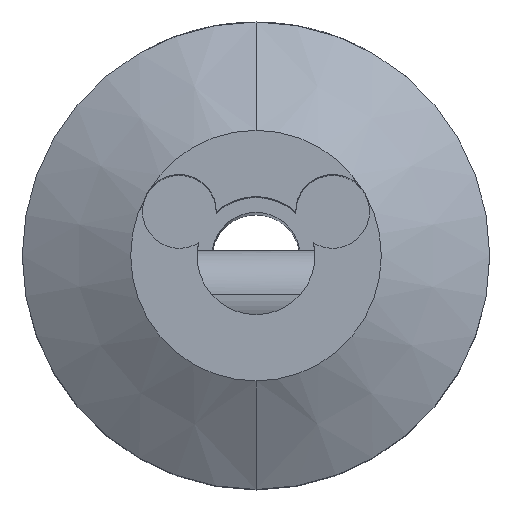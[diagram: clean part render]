
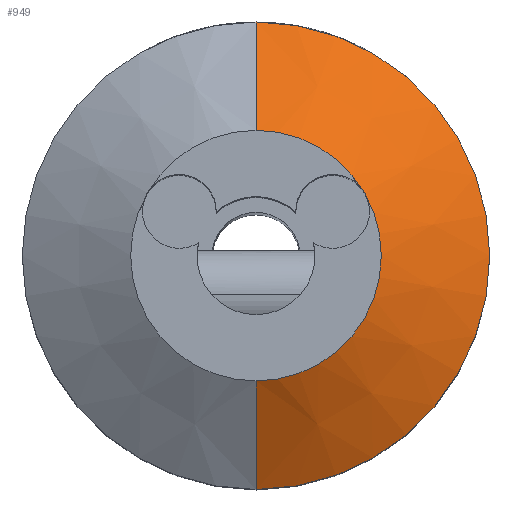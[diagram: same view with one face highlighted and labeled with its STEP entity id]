
A CAD part, top view. The second image highlights one B-rep face of the part: STEP entity #949.
In plain terms, the highlighted conical face has half-angle 60 degrees and reference radius 4.25 mm.
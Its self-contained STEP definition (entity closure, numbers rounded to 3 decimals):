
#49 = EDGE_LOOP ( 'NONE', ( #1880, #167, #2043, #2627, #1727 ) ) ;
#51 = CIRCLE ( 'NONE', #110, 4.25 ) ;
#52 = VERTEX_POINT ( 'NONE', #512 ) ;
#74 = EDGE_CURVE ( 'NONE', #2140, #676, #797, .T. ) ;
#76 = CARTESIAN_POINT ( 'NONE',  ( 0., 4.25, 0. ) ) ;
#86 = CARTESIAN_POINT ( 'NONE',  ( 0., 4.25, 0. ) ) ;
#110 = AXIS2_PLACEMENT_3D ( 'NONE', #1087, #779, #181 ) ;
#167 = ORIENTED_EDGE ( 'NONE', *, *, #74, .T. ) ;
#181 = DIRECTION ( 'NONE',  ( 0., -1., 0. ) ) ;
#512 = CARTESIAN_POINT ( 'NONE',  ( 0., 7.925, -2.122 ) ) ;
#532 = DIRECTION ( 'NONE',  ( 0., 1., 0. ) ) ;
#571 = CARTESIAN_POINT ( 'NONE',  ( 3.681, 2.125, 0. ) ) ;
#591 = CARTESIAN_POINT ( 'NONE',  ( 0., 0., 0. ) ) ;
#676 = VERTEX_POINT ( 'NONE', #1175 ) ;
#689 = CARTESIAN_POINT ( 'NONE',  ( 0., 0., -2.122 ) ) ;
#703 = AXIS2_PLACEMENT_3D ( 'NONE', #689, #1705, #894 ) ;
#779 = DIRECTION ( 'NONE',  ( 0., 0., 1. ) ) ;
#797 = LINE ( 'NONE', #1344, #1023 ) ;
#894 = DIRECTION ( 'NONE',  ( 0., 1., 0. ) ) ;
#948 = CARTESIAN_POINT ( 'NONE',  ( 0., 0., 0. ) ) ;
#949 = ADVANCED_FACE ( 'NONE', ( #1901 ), #1926, .T. ) ;
#1023 = VECTOR ( 'NONE', #2334, 1000. ) ;
#1087 = CARTESIAN_POINT ( 'NONE',  ( 0., 0., 0. ) ) ;
#1106 = AXIS2_PLACEMENT_3D ( 'NONE', #948, #2547, #532 ) ;
#1170 = CIRCLE ( 'NONE', #703, 7.925 ) ;
#1175 = CARTESIAN_POINT ( 'NONE',  ( 0., -7.925, -2.122 ) ) ;
#1286 = CARTESIAN_POINT ( 'NONE',  ( 0., -4.25, 0. ) ) ;
#1344 = CARTESIAN_POINT ( 'NONE',  ( 0., -4.25, 0. ) ) ;
#1429 = AXIS2_PLACEMENT_3D ( 'NONE', #591, #1994, #2003 ) ;
#1514 = DIRECTION ( 'NONE',  ( 0., 0.866, -0.5 ) ) ;
#1688 = VERTEX_POINT ( 'NONE', #571 ) ;
#1705 = DIRECTION ( 'NONE',  ( 0., 0., -1. ) ) ;
#1727 = ORIENTED_EDGE ( 'NONE', *, *, #2247, .F. ) ;
#1735 = LINE ( 'NONE', #86, #2420 ) ;
#1823 = EDGE_CURVE ( 'NONE', #2140, #1688, #51, .T. ) ;
#1880 = ORIENTED_EDGE ( 'NONE', *, *, #1823, .F. ) ;
#1901 = FACE_OUTER_BOUND ( 'NONE', #49, .T. ) ;
#1926 = CONICAL_SURFACE ( 'NONE', #1106, 4.25, 1.047 ) ;
#1994 = DIRECTION ( 'NONE',  ( 0., 0., 1. ) ) ;
#2003 = DIRECTION ( 'NONE',  ( 0., -1., 0. ) ) ;
#2043 = ORIENTED_EDGE ( 'NONE', *, *, #2366, .F. ) ;
#2139 = CIRCLE ( 'NONE', #1429, 4.25 ) ;
#2140 = VERTEX_POINT ( 'NONE', #1286 ) ;
#2247 = EDGE_CURVE ( 'NONE', #1688, #2384, #2139, .T. ) ;
#2334 = DIRECTION ( 'NONE',  ( 0., -0.866, -0.5 ) ) ;
#2366 = EDGE_CURVE ( 'NONE', #52, #676, #1170, .T. ) ;
#2384 = VERTEX_POINT ( 'NONE', #76 ) ;
#2400 = EDGE_CURVE ( 'NONE', #2384, #52, #1735, .T. ) ;
#2420 = VECTOR ( 'NONE', #1514, 1000. ) ;
#2547 = DIRECTION ( 'NONE',  ( 0., 0., -1. ) ) ;
#2627 = ORIENTED_EDGE ( 'NONE', *, *, #2400, .F. ) ;
